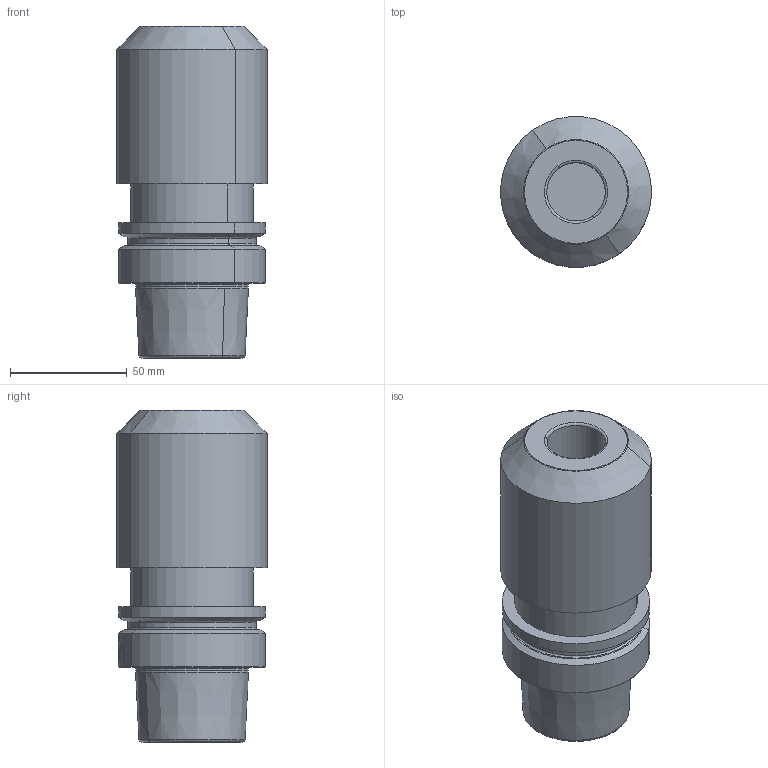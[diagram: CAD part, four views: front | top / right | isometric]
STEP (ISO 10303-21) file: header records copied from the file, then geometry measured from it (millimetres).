
FILE_DESCRIPTION((''),'2;1');
FILE_NAME('285750-000-00-CD1','2012-07-30T',('brunnert'),(''),'PRO/ENGINEER BY PARAMETRIC TECHNOLOGY CORPORATION, 2011220','PRO/ENGINEER BY PARAMETRIC TECHNOLOGY CORPORATION, 2011220','');
FILE_SCHEMA(('AUTOMOTIVE_DESIGN_CC2 { 1 2 10303 214 -1 1 5 2 }'));
Length unit declared in the file: millimetre
Products named in the file (1): 285750-000-00-CD1
Bounding box: 64.25 x 64.25 x 141.9 mm (x, y, z)
Volume: 307156.5 mm3; surface area: 43670.5 mm2
Topology: 1 solids, 1 shells, 454 faces, 1313 edges, 898 vertices
Faces by surface type: plane 367, cylinder 42, torus 20, cone 18, extrusion 7
Entity records: 19342 total; most frequent: CARTESIAN_POINT 4109, ORIENTED_EDGE 2460, DIRECTION 1828, PRESENTATION_STYLE_ASSIGNMENT 1361, STYLED_ITEM 1347, CURVE_STYLE 1331, EDGE_CURVE 1230, VERTEX_POINT 806
